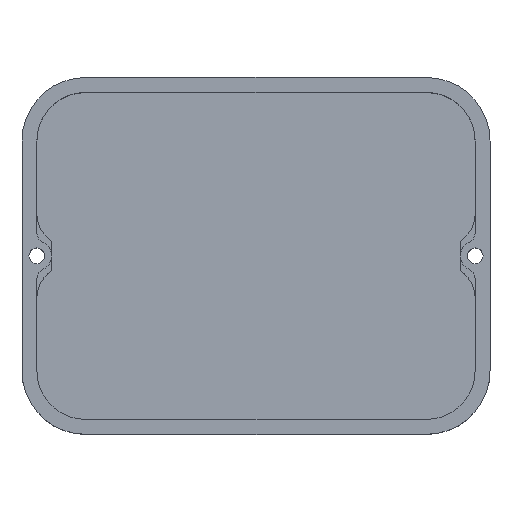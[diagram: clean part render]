
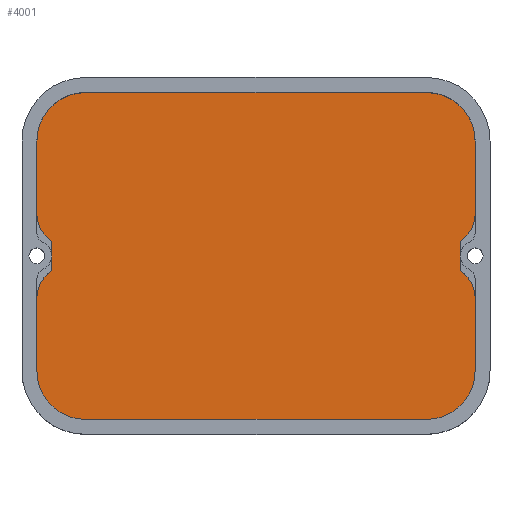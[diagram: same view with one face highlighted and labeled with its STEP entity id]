
A CAD part, top view. The second image highlights one B-rep face of the part: STEP entity #4001.
In plain terms, the highlighted planar face has unit normal (0, 0, 1).
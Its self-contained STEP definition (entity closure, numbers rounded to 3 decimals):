
#372=PLANE('',#4216);
#613=FACE_OUTER_BOUND('',#840,.T.);
#840=EDGE_LOOP('',(#3723,#3724,#3725,#3726,#3727,#3728,#3729,#3730,#3731,
#3732,#3733,#3734,#3735,#3736,#3737,#3738));
#878=LINE('',#5084,#1221);
#885=LINE('',#5103,#1228);
#902=LINE('',#5164,#1245);
#906=LINE('',#5174,#1249);
#909=LINE('',#5180,#1252);
#1184=LINE('',#7355,#1527);
#1185=LINE('',#7359,#1528);
#1186=LINE('',#7364,#1529);
#1221=VECTOR('',#4326,10.);
#1228=VECTOR('',#4341,10.);
#1245=VECTOR('',#4396,10.);
#1249=VECTOR('',#4406,10.);
#1252=VECTOR('',#4411,10.);
#1527=VECTOR('',#4938,10.);
#1528=VECTOR('',#4941,10.);
#1529=VECTOR('',#4946,10.);
#1611=CIRCLE('',#4209,3.175);
#1612=CIRCLE('',#4211,3.175);
#1613=CIRCLE('',#4213,3.175);
#1614=CIRCLE('',#4215,3.175);
#1615=CIRCLE('',#4217,4.9);
#1616=CIRCLE('',#4218,4.9);
#1617=CIRCLE('',#4219,4.9);
#1618=CIRCLE('',#4220,4.9);
#1654=VERTEX_POINT('',#5081);
#1655=VERTEX_POINT('',#5083);
#1662=VERTEX_POINT('',#5100);
#1663=VERTEX_POINT('',#5102);
#1687=VERTEX_POINT('',#5161);
#1688=VERTEX_POINT('',#5163);
#1690=VERTEX_POINT('',#5171);
#1691=VERTEX_POINT('',#5173);
#1692=VERTEX_POINT('',#5177);
#1693=VERTEX_POINT('',#5179);
#2008=VERTEX_POINT('',#7343);
#2009=VERTEX_POINT('',#7347);
#2010=VERTEX_POINT('',#7356);
#2011=VERTEX_POINT('',#7358);
#2012=VERTEX_POINT('',#7361);
#2013=VERTEX_POINT('',#7363);
#2059=EDGE_CURVE('',#1655,#1654,#878,.T.);
#2068=EDGE_CURVE('',#1663,#1662,#885,.T.);
#2099=EDGE_CURVE('',#1688,#1687,#902,.T.);
#2104=EDGE_CURVE('',#1691,#1690,#906,.T.);
#2107=EDGE_CURVE('',#1693,#1692,#909,.T.);
#2585=EDGE_CURVE('',#1690,#2008,#1611,.T.);
#2587=EDGE_CURVE('',#2009,#1655,#1612,.T.);
#2589=EDGE_CURVE('',#1687,#1663,#1613,.T.);
#2590=EDGE_CURVE('',#1692,#1688,#1614,.T.);
#2591=EDGE_CURVE('',#2008,#2009,#1184,.T.);
#2592=EDGE_CURVE('',#1654,#2010,#1615,.T.);
#2593=EDGE_CURVE('',#2010,#2011,#1185,.T.);
#2594=EDGE_CURVE('',#2011,#1693,#1616,.T.);
#2595=EDGE_CURVE('',#1662,#2012,#1617,.T.);
#2596=EDGE_CURVE('',#2012,#2013,#1186,.T.);
#2597=EDGE_CURVE('',#2013,#1691,#1618,.T.);
#3723=ORIENTED_EDGE('',*,*,#2585,.T.);
#3724=ORIENTED_EDGE('',*,*,#2591,.T.);
#3725=ORIENTED_EDGE('',*,*,#2587,.T.);
#3726=ORIENTED_EDGE('',*,*,#2059,.T.);
#3727=ORIENTED_EDGE('',*,*,#2592,.T.);
#3728=ORIENTED_EDGE('',*,*,#2593,.T.);
#3729=ORIENTED_EDGE('',*,*,#2594,.T.);
#3730=ORIENTED_EDGE('',*,*,#2107,.T.);
#3731=ORIENTED_EDGE('',*,*,#2590,.T.);
#3732=ORIENTED_EDGE('',*,*,#2099,.T.);
#3733=ORIENTED_EDGE('',*,*,#2589,.T.);
#3734=ORIENTED_EDGE('',*,*,#2068,.T.);
#3735=ORIENTED_EDGE('',*,*,#2595,.T.);
#3736=ORIENTED_EDGE('',*,*,#2596,.T.);
#3737=ORIENTED_EDGE('',*,*,#2597,.T.);
#3738=ORIENTED_EDGE('',*,*,#2104,.T.);
#4001=ADVANCED_FACE('',(#613),#372,.T.);
#4209=AXIS2_PLACEMENT_3D('',#7344,#4920,#4921);
#4211=AXIS2_PLACEMENT_3D('',#7348,#4925,#4926);
#4213=AXIS2_PLACEMENT_3D('',#7351,#4930,#4931);
#4215=AXIS2_PLACEMENT_3D('',#7353,#4934,#4935);
#4216=AXIS2_PLACEMENT_3D('',#7354,#4936,#4937);
#4217=AXIS2_PLACEMENT_3D('',#7357,#4939,#4940);
#4218=AXIS2_PLACEMENT_3D('',#7360,#4942,#4943);
#4219=AXIS2_PLACEMENT_3D('',#7362,#4944,#4945);
#4220=AXIS2_PLACEMENT_3D('',#7365,#4947,#4948);
#4326=DIRECTION('',(0.,1.,0.));
#4341=DIRECTION('',(0.,-1.,0.));
#4396=DIRECTION('',(0.,-1.,0.));
#4406=DIRECTION('',(0.,1.,0.));
#4411=DIRECTION('',(0.,-1.,0.));
#4920=DIRECTION('center_axis',(0.,0.,1.));
#4921=DIRECTION('ref_axis',(0.528,0.85,0.));
#4925=DIRECTION('center_axis',(0.,0.,1.));
#4926=DIRECTION('ref_axis',(0.528,-0.85,0.));
#4930=DIRECTION('center_axis',(0.,0.,1.));
#4931=DIRECTION('ref_axis',(-0.528,0.85,0.));
#4934=DIRECTION('center_axis',(0.,0.,1.));
#4935=DIRECTION('ref_axis',(-0.528,-0.85,0.));
#4936=DIRECTION('center_axis',(0.,0.,1.));
#4937=DIRECTION('ref_axis',(1.,0.,0.));
#4938=DIRECTION('',(0.,1.,0.));
#4939=DIRECTION('center_axis',(0.,0.,1.));
#4940=DIRECTION('ref_axis',(1.,0.,0.));
#4941=DIRECTION('',(-1.,0.,0.));
#4942=DIRECTION('center_axis',(0.,0.,1.));
#4943=DIRECTION('ref_axis',(0.,1.,0.));
#4944=DIRECTION('center_axis',(0.,0.,1.));
#4945=DIRECTION('ref_axis',(-1.,0.,0.));
#4946=DIRECTION('',(1.,0.,0.));
#4947=DIRECTION('center_axis',(0.,0.,1.));
#4948=DIRECTION('ref_axis',(0.,-1.,0.));
#5081=CARTESIAN_POINT('',(44.005,27.9,-12.4));
#5083=CARTESIAN_POINT('',(44.005,20.522,-12.4));
#5084=CARTESIAN_POINT('',(44.005,4.75,-12.4));
#5100=CARTESIAN_POINT('',(-0.15,4.75,-12.4));
#5102=CARTESIAN_POINT('',(-0.15,12.128,-12.4));
#5103=CARTESIAN_POINT('',(-0.15,27.9,-12.4));
#5161=CARTESIAN_POINT('',(1.35,14.825,-12.4));
#5163=CARTESIAN_POINT('',(1.35,17.825,-12.4));
#5164=CARTESIAN_POINT('',(1.35,17.075,-12.4));
#5171=CARTESIAN_POINT('',(44.005,12.128,-12.4));
#5173=CARTESIAN_POINT('',(44.005,4.75,-12.4));
#5174=CARTESIAN_POINT('',(44.005,4.75,-12.4));
#5177=CARTESIAN_POINT('',(-0.15,20.522,-12.4));
#5179=CARTESIAN_POINT('',(-0.15,27.9,-12.4));
#5180=CARTESIAN_POINT('',(-0.15,27.9,-12.4));
#7343=CARTESIAN_POINT('',(42.505,14.825,-12.4));
#7344=CARTESIAN_POINT('Origin',(40.83,12.128,-12.4));
#7347=CARTESIAN_POINT('',(42.505,17.825,-12.4));
#7348=CARTESIAN_POINT('Origin',(40.83,20.522,-12.4));
#7351=CARTESIAN_POINT('Origin',(3.025,12.128,-12.4));
#7353=CARTESIAN_POINT('Origin',(3.025,20.522,-12.4));
#7354=CARTESIAN_POINT('Origin',(21.928,16.325,-12.4));
#7355=CARTESIAN_POINT('',(42.505,15.575,-12.4));
#7356=CARTESIAN_POINT('',(39.105,32.8,-12.4));
#7357=CARTESIAN_POINT('Origin',(39.105,27.9,-12.4));
#7358=CARTESIAN_POINT('',(4.75,32.8,-12.4));
#7359=CARTESIAN_POINT('',(39.105,32.8,-12.4));
#7360=CARTESIAN_POINT('Origin',(4.75,27.9,-12.4));
#7361=CARTESIAN_POINT('',(4.75,-0.15,-12.4));
#7362=CARTESIAN_POINT('Origin',(4.75,4.75,-12.4));
#7363=CARTESIAN_POINT('',(39.105,-0.15,-12.4));
#7364=CARTESIAN_POINT('',(4.75,-0.15,-12.4));
#7365=CARTESIAN_POINT('Origin',(39.105,4.75,-12.4));
